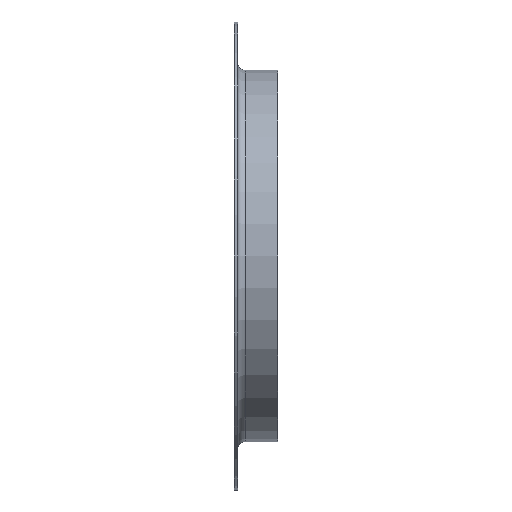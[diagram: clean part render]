
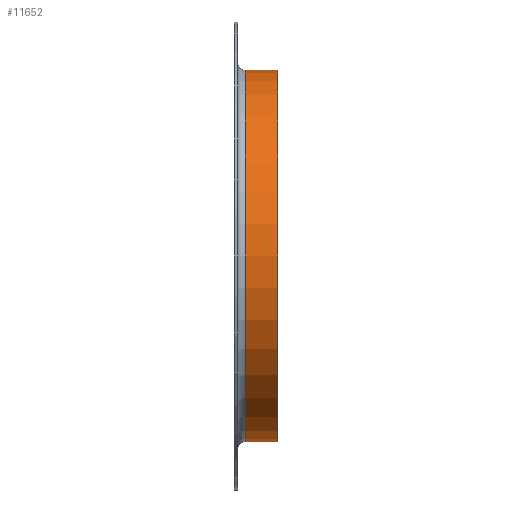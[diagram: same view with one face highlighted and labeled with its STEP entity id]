
A CAD part, front view. The second image highlights one B-rep face of the part: STEP entity #11652.
In plain terms, the highlighted cylindrical face has radius 127 mm (diameter 254 mm), a full revolution.
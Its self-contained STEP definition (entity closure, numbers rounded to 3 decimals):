
#837 = DIRECTION ( 'NONE',  ( 0., 0., 1. ) ) ;
#1017 = CARTESIAN_POINT ( 'NONE',  ( 0., 0., 0. ) ) ;
#1434 = CYLINDRICAL_SURFACE ( 'NONE', #3996, 127. ) ;
#1589 = CIRCLE ( 'NONE', #4259, 127. ) ;
#1901 = CARTESIAN_POINT ( 'NONE',  ( 7.5, 0., 0. ) ) ;
#3692 = VERTEX_POINT ( 'NONE', #10547 ) ;
#3996 = AXIS2_PLACEMENT_3D ( 'NONE', #1017, #5619, #4827 ) ;
#4165 = FACE_OUTER_BOUND ( 'NONE', #10144, .T. ) ;
#4259 = AXIS2_PLACEMENT_3D ( 'NONE', #1901, #13628, #9886 ) ;
#4543 = AXIS2_PLACEMENT_3D ( 'NONE', #14514, #8803, #837 ) ;
#4827 = DIRECTION ( 'NONE',  ( 0., 0., 1. ) ) ;
#5619 = DIRECTION ( 'NONE',  ( -1., 0., 0. ) ) ;
#6110 = VERTEX_POINT ( 'NONE', #11772 ) ;
#7884 = ORIENTED_EDGE ( 'NONE', *, *, #10916, .F. ) ;
#8758 = FACE_OUTER_BOUND ( 'NONE', #13428, .T. ) ;
#8803 = DIRECTION ( 'NONE',  ( -1., 0., 0. ) ) ;
#9886 = DIRECTION ( 'NONE',  ( 0., 0., 1. ) ) ;
#9984 = ORIENTED_EDGE ( 'NONE', *, *, #13351, .T. ) ;
#10144 = EDGE_LOOP ( 'NONE', ( #7884 ) ) ;
#10547 = CARTESIAN_POINT ( 'NONE',  ( 7.5, 0., 127. ) ) ;
#10916 = EDGE_CURVE ( 'NONE', #3692, #3692, #1589, .T. ) ;
#11652 = ADVANCED_FACE ( 'NONE', ( #4165, #8758 ), #1434, .T. ) ;
#11772 = CARTESIAN_POINT ( 'NONE',  ( 30., 0., 127. ) ) ;
#13351 = EDGE_CURVE ( 'NONE', #6110, #6110, #13748, .T. ) ;
#13428 = EDGE_LOOP ( 'NONE', ( #9984 ) ) ;
#13628 = DIRECTION ( 'NONE',  ( -1., 0., 0. ) ) ;
#13748 = CIRCLE ( 'NONE', #4543, 127. ) ;
#14514 = CARTESIAN_POINT ( 'NONE',  ( 30., 0., 0. ) ) ;
